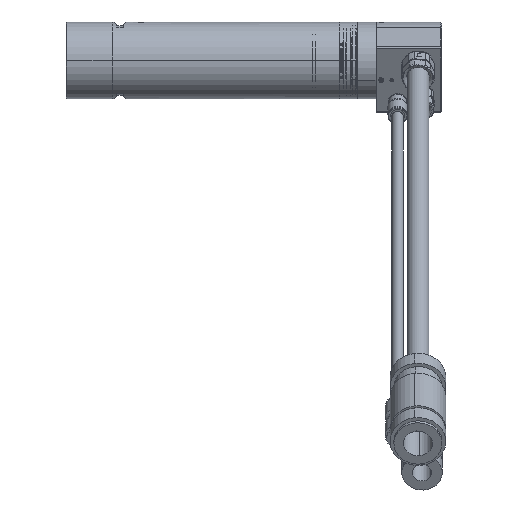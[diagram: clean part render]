
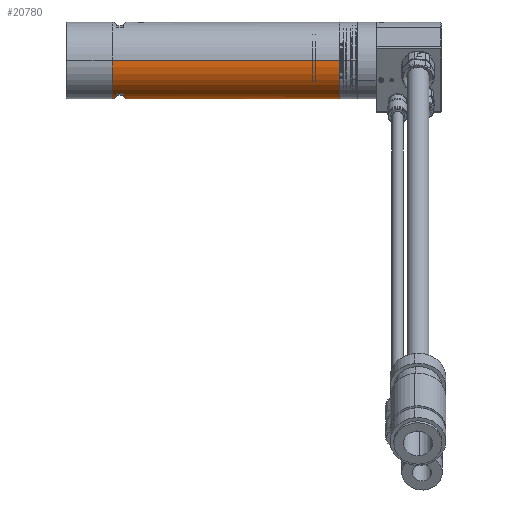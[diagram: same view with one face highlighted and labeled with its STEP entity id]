
A CAD part, top view. The second image highlights one B-rep face of the part: STEP entity #20780.
In plain terms, the highlighted cylindrical face has radius 20 mm (diameter 40 mm), a partial arc.
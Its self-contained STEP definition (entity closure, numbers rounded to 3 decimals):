
#20780 = ADVANCED_FACE ( 'NONE', ( #49163, #49164 ), #49165, .T. ) ;
#21081 = EDGE_CURVE ( 'NONE', #22965, #22966, #55501, .T. ) ;
#21085 = EDGE_CURVE ( 'NONE', #22964, #22967, #55502, .T. ) ;
#21106 = EDGE_CURVE ( 'NONE', #22965, #22964, #52502, .T. ) ;
#21107 = EDGE_CURVE ( 'NONE', #22966, #22967, #52504, .T. ) ;
#21108 = EDGE_CURVE ( 'NONE', #22983, #22984, #47617, .T. ) ;
#21109 = EDGE_CURVE ( 'NONE', #22984, #22985, #47622, .T. ) ;
#21110 = EDGE_CURVE ( 'NONE', #22985, #22986, #55510, .T. ) ;
#21111 = EDGE_CURVE ( 'NONE', #22986, #22987, #47625, .T. ) ;
#21112 = EDGE_CURVE ( 'NONE', #22987, #22988, #47663, .T. ) ;
#21113 = EDGE_CURVE ( 'NONE', #22989, #22988, #47661, .T. ) ;
#21114 = EDGE_CURVE ( 'NONE', #22990, #22989, #55511, .T. ) ;
#21115 = EDGE_CURVE ( 'NONE', #22983, #22990, #47660, .T. ) ;
#22964 = VERTEX_POINT ( 'NONE', #62635 ) ;
#22965 = VERTEX_POINT ( 'NONE', #62636 ) ;
#22966 = VERTEX_POINT ( 'NONE', #62637 ) ;
#22967 = VERTEX_POINT ( 'NONE', #62638 ) ;
#22983 = VERTEX_POINT ( 'NONE', #62654 ) ;
#22984 = VERTEX_POINT ( 'NONE', #62655 ) ;
#22985 = VERTEX_POINT ( 'NONE', #62656 ) ;
#22986 = VERTEX_POINT ( 'NONE', #62657 ) ;
#22987 = VERTEX_POINT ( 'NONE', #62658 ) ;
#22988 = VERTEX_POINT ( 'NONE', #62659 ) ;
#22989 = VERTEX_POINT ( 'NONE', #62660 ) ;
#22990 = VERTEX_POINT ( 'NONE', #62661 ) ;
#23291 = EDGE_LOOP ( 'NONE', ( #23797, #23800, #23799, #23801 ) ) ;
#23292 = EDGE_LOOP ( 'NONE', ( #23802, #23804, #23803, #23805, #23806, #23807, #23808, #23809 ) ) ;
#23797 = ORIENTED_EDGE ( 'NONE', *, *, #21081, .F. ) ;
#23799 = ORIENTED_EDGE ( 'NONE', *, *, #21085, .T. ) ;
#23800 = ORIENTED_EDGE ( 'NONE', *, *, #21106, .T. ) ;
#23801 = ORIENTED_EDGE ( 'NONE', *, *, #21107, .F. ) ;
#23802 = ORIENTED_EDGE ( 'NONE', *, *, #21108, .T. ) ;
#23803 = ORIENTED_EDGE ( 'NONE', *, *, #21110, .T. ) ;
#23804 = ORIENTED_EDGE ( 'NONE', *, *, #21109, .T. ) ;
#23805 = ORIENTED_EDGE ( 'NONE', *, *, #21111, .T. ) ;
#23806 = ORIENTED_EDGE ( 'NONE', *, *, #21112, .T. ) ;
#23807 = ORIENTED_EDGE ( 'NONE', *, *, #21113, .F. ) ;
#23808 = ORIENTED_EDGE ( 'NONE', *, *, #21114, .F. ) ;
#23809 = ORIENTED_EDGE ( 'NONE', *, *, #21115, .F. ) ;
#47617 =( BOUNDED_CURVE ( )  B_SPLINE_CURVE ( 3, ( #54887, #54888, #54889, #54890 ),
 .UNSPECIFIED., .F., .T. ) 
 B_SPLINE_CURVE_WITH_KNOTS ( ( 4, 4 ),
 ( 2.754, 3.53 ),
 .UNSPECIFIED. ) 
 CURVE ( )  GEOMETRIC_REPRESENTATION_ITEM ( )  RATIONAL_B_SPLINE_CURVE ( ( 1., 0.95, 0.95, 1. ) ) 
 REPRESENTATION_ITEM ( '' )  );
#47622 =( BOUNDED_CURVE ( )  B_SPLINE_CURVE ( 3, ( #54891, #54892, #54893, #54894 ),
 .UNSPECIFIED., .F., .T. ) 
 B_SPLINE_CURVE_WITH_KNOTS ( ( 4, 4 ),
 ( 3.268, 3.402 ),
 .UNSPECIFIED. ) 
 CURVE ( )  GEOMETRIC_REPRESENTATION_ITEM ( )  RATIONAL_B_SPLINE_CURVE ( ( 1., 0.999, 0.999, 1. ) ) 
 REPRESENTATION_ITEM ( '' )  );
#47625 =( BOUNDED_CURVE ( )  B_SPLINE_CURVE ( 3, ( #54897, #54898, #54899, #54900 ),
 .UNSPECIFIED., .F., .T. ) 
 B_SPLINE_CURVE_WITH_KNOTS ( ( 4, 4 ),
 ( 6.023, 6.157 ),
 .UNSPECIFIED. ) 
 CURVE ( )  GEOMETRIC_REPRESENTATION_ITEM ( )  RATIONAL_B_SPLINE_CURVE ( ( 1., 0.999, 0.999, 1. ) ) 
 REPRESENTATION_ITEM ( '' )  );
#47660 =( BOUNDED_CURVE ( )  B_SPLINE_CURVE ( 3, ( #54911, #54912, #54913, #54914 ),
 .UNSPECIFIED., .F., .T. ) 
 B_SPLINE_CURVE_WITH_KNOTS ( ( 4, 4 ),
 ( 3.268, 3.402 ),
 .UNSPECIFIED. ) 
 CURVE ( )  GEOMETRIC_REPRESENTATION_ITEM ( )  RATIONAL_B_SPLINE_CURVE ( ( 1., 0.999, 0.999, 1. ) ) 
 REPRESENTATION_ITEM ( '' )  );
#47661 =( BOUNDED_CURVE ( )  B_SPLINE_CURVE ( 3, ( #54905, #54906, #54907, #54908 ),
 .UNSPECIFIED., .F., .T. ) 
 B_SPLINE_CURVE_WITH_KNOTS ( ( 4, 4 ),
 ( 6.023, 6.157 ),
 .UNSPECIFIED. ) 
 CURVE ( )  GEOMETRIC_REPRESENTATION_ITEM ( )  RATIONAL_B_SPLINE_CURVE ( ( 1., 0.999, 0.999, 1. ) ) 
 REPRESENTATION_ITEM ( '' )  );
#47663 =( BOUNDED_CURVE ( )  B_SPLINE_CURVE ( 3, ( #54901, #54902, #54903, #54904 ),
 .UNSPECIFIED., .F., .T. ) 
 B_SPLINE_CURVE_WITH_KNOTS ( ( 4, 4 ),
 ( 5.895, 6.671 ),
 .UNSPECIFIED. ) 
 CURVE ( )  GEOMETRIC_REPRESENTATION_ITEM ( )  RATIONAL_B_SPLINE_CURVE ( ( 1., 0.95, 0.95, 1. ) ) 
 REPRESENTATION_ITEM ( '' )  );
#49163 = FACE_OUTER_BOUND ( 'NONE', #23291, .T. ) ;
#49164 = FACE_BOUND ( 'NONE', #23292, .T. ) ;
#49165 = CYLINDRICAL_SURFACE ( 'NONE', #52074, 20. ) ;
#52074 = AXIS2_PLACEMENT_3D ( 'NONE', #53918, #53919, #53920 ) ;
#52473 = VECTOR ( 'NONE', #54805, 1000. ) ;
#52477 = VECTOR ( 'NONE', #54817, 1000. ) ;
#52502 = CIRCLE ( 'NONE', #52507, 20. ) ;
#52504 = CIRCLE ( 'NONE', #52508, 20. ) ;
#52507 = AXIS2_PLACEMENT_3D ( 'NONE', #54881, #54882, #54883 ) ;
#52508 = AXIS2_PLACEMENT_3D ( 'NONE', #54884, #54885, #54886 ) ;
#52510 = VECTOR ( 'NONE', #54896, 1000. ) ;
#52513 = VECTOR ( 'NONE', #54910, 1000. ) ;
#53918 = CARTESIAN_POINT ( 'NONE',  ( 0., 0., 0. ) ) ;
#53919 = DIRECTION ( 'NONE',  ( 1., 0., 0. ) ) ;
#53920 = DIRECTION ( 'NONE',  ( 0., 0., -1. ) ) ;
#54804 = CARTESIAN_POINT ( 'NONE',  ( 0., 0., 20. ) ) ;
#54805 = DIRECTION ( 'NONE',  ( 1., 0., 0. ) ) ;
#54816 = CARTESIAN_POINT ( 'NONE',  ( 0., 0., -20. ) ) ;
#54817 = DIRECTION ( 'NONE',  ( 1., 0., 0. ) ) ;
#54881 = CARTESIAN_POINT ( 'NONE',  ( -127.2, 0., 0. ) ) ;
#54882 = DIRECTION ( 'NONE',  ( 1., 0., 0. ) ) ;
#54883 = DIRECTION ( 'NONE',  ( 0., 0., -1. ) ) ;
#54884 = CARTESIAN_POINT ( 'NONE',  ( -9., 0., 0. ) ) ;
#54885 = DIRECTION ( 'NONE',  ( 1., 0., 0. ) ) ;
#54886 = DIRECTION ( 'NONE',  ( 0., 0., -1. ) ) ;
#54887 = CARTESIAN_POINT ( 'NONE',  ( -125.246, -18.513, -7.568 ) ) ;
#54888 = CARTESIAN_POINT ( 'NONE',  ( -126.406, -20.522, -2.654 ) ) ;
#54889 = CARTESIAN_POINT ( 'NONE',  ( -126.406, -20.522, 2.654 ) ) ;
#54890 = CARTESIAN_POINT ( 'NONE',  ( -125.246, -18.513, 7.568 ) ) ;
#54891 = CARTESIAN_POINT ( 'NONE',  ( -125.246, -18.513, 7.568 ) ) ;
#54892 = CARTESIAN_POINT ( 'NONE',  ( -125.181, -18.175, 8.394 ) ) ;
#54893 = CARTESIAN_POINT ( 'NONE',  ( -125.082, -17.783, 9.195 ) ) ;
#54894 = CARTESIAN_POINT ( 'NONE',  ( -124.95, -17.338, 9.969 ) ) ;
#54895 = CARTESIAN_POINT ( 'NONE',  ( 0., -17.338, 9.969 ) ) ;
#54896 = DIRECTION ( 'NONE',  ( 1., 0., 0. ) ) ;
#54897 = CARTESIAN_POINT ( 'NONE',  ( -121.45, -17.338, 9.969 ) ) ;
#54898 = CARTESIAN_POINT ( 'NONE',  ( -121.318, -17.783, 9.195 ) ) ;
#54899 = CARTESIAN_POINT ( 'NONE',  ( -121.219, -18.175, 8.394 ) ) ;
#54900 = CARTESIAN_POINT ( 'NONE',  ( -121.154, -18.513, 7.568 ) ) ;
#54901 = CARTESIAN_POINT ( 'NONE',  ( -121.154, -18.513, 7.568 ) ) ;
#54902 = CARTESIAN_POINT ( 'NONE',  ( -119.994, -20.522, 2.654 ) ) ;
#54903 = CARTESIAN_POINT ( 'NONE',  ( -119.994, -20.522, -2.654 ) ) ;
#54904 = CARTESIAN_POINT ( 'NONE',  ( -121.154, -18.513, -7.568 ) ) ;
#54905 = CARTESIAN_POINT ( 'NONE',  ( -121.45, -17.338, -9.969 ) ) ;
#54906 = CARTESIAN_POINT ( 'NONE',  ( -121.318, -17.783, -9.195 ) ) ;
#54907 = CARTESIAN_POINT ( 'NONE',  ( -121.219, -18.175, -8.394 ) ) ;
#54908 = CARTESIAN_POINT ( 'NONE',  ( -121.154, -18.513, -7.568 ) ) ;
#54909 = CARTESIAN_POINT ( 'NONE',  ( 0., -17.338, -9.969 ) ) ;
#54910 = DIRECTION ( 'NONE',  ( 1., 0., 0. ) ) ;
#54911 = CARTESIAN_POINT ( 'NONE',  ( -125.246, -18.513, -7.568 ) ) ;
#54912 = CARTESIAN_POINT ( 'NONE',  ( -125.181, -18.175, -8.394 ) ) ;
#54913 = CARTESIAN_POINT ( 'NONE',  ( -125.082, -17.783, -9.195 ) ) ;
#54914 = CARTESIAN_POINT ( 'NONE',  ( -124.95, -17.338, -9.969 ) ) ;
#55501 = LINE ( 'NONE', #54804, #52473 ) ;
#55502 = LINE ( 'NONE', #54816, #52477 ) ;
#55510 = LINE ( 'NONE', #54895, #52510 ) ;
#55511 = LINE ( 'NONE', #54909, #52513 ) ;
#62635 = CARTESIAN_POINT ( 'NONE',  ( -127.2, 0., -20. ) ) ;
#62636 = CARTESIAN_POINT ( 'NONE',  ( -127.2, 0., 20. ) ) ;
#62637 = CARTESIAN_POINT ( 'NONE',  ( -9., 0., 20. ) ) ;
#62638 = CARTESIAN_POINT ( 'NONE',  ( -9., 0., -20. ) ) ;
#62654 = CARTESIAN_POINT ( 'NONE',  ( -125.246, -18.513, -7.568 ) ) ;
#62655 = CARTESIAN_POINT ( 'NONE',  ( -125.246, -18.513, 7.568 ) ) ;
#62656 = CARTESIAN_POINT ( 'NONE',  ( -124.95, -17.338, 9.969 ) ) ;
#62657 = CARTESIAN_POINT ( 'NONE',  ( -121.45, -17.338, 9.969 ) ) ;
#62658 = CARTESIAN_POINT ( 'NONE',  ( -121.154, -18.513, 7.568 ) ) ;
#62659 = CARTESIAN_POINT ( 'NONE',  ( -121.154, -18.513, -7.568 ) ) ;
#62660 = CARTESIAN_POINT ( 'NONE',  ( -121.45, -17.338, -9.969 ) ) ;
#62661 = CARTESIAN_POINT ( 'NONE',  ( -124.95, -17.338, -9.969 ) ) ;
